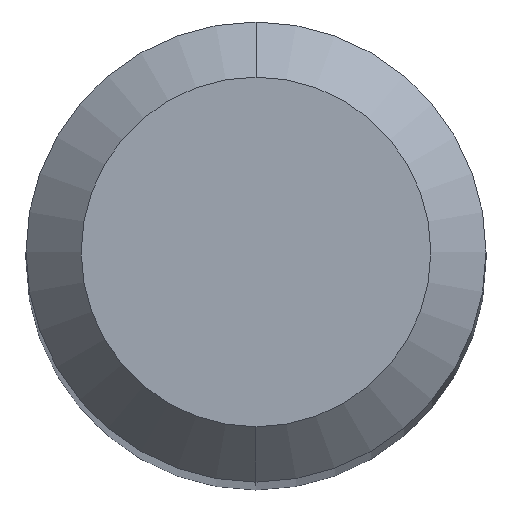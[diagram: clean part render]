
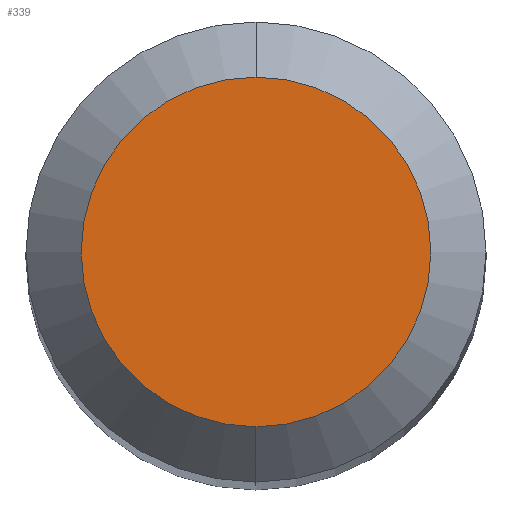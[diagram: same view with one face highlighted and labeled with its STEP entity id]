
A CAD part, top view. The second image highlights one B-rep face of the part: STEP entity #339.
In plain terms, the highlighted planar face has unit normal (0, 0, 1).
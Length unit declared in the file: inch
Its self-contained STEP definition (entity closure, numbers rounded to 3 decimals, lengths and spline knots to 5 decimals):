
#22 = DIRECTION ( 'NONE',  ( 0., 1., 0. ) ) ;
#30 = PLANE ( 'NONE',  #254 ) ;
#33 = DIRECTION ( 'NONE',  ( 0., 0., 1. ) ) ;
#63 = DIRECTION ( 'NONE',  ( 0., 0., -1. ) ) ;
#79 = DIRECTION ( 'NONE',  ( 0., -1., 0. ) ) ;
#82 = VERTEX_POINT ( 'NONE', #486 ) ;
#117 = CARTESIAN_POINT ( 'NONE',  ( 0., 0., 0. ) ) ;
#125 = ORIENTED_EDGE ( 'NONE', *, *, #347, .T. ) ;
#151 = AXIS2_PLACEMENT_3D ( 'NONE', #117, #194, #152 ) ;
#152 = DIRECTION ( 'NONE',  ( 0., -1., 0. ) ) ;
#165 = CIRCLE ( 'NONE', #362, 0.0475 ) ;
#189 = CARTESIAN_POINT ( 'NONE',  ( 0., 0.0475, 0. ) ) ;
#190 = CARTESIAN_POINT ( 'NONE',  ( 0., 0.0475, 0. ) ) ;
#194 = DIRECTION ( 'NONE',  ( 0., 0., 1. ) ) ;
#254 = AXIS2_PLACEMENT_3D ( 'NONE', #189, #63, #22 ) ;
#268 = FACE_OUTER_BOUND ( 'NONE', #451, .T. ) ;
#331 = CARTESIAN_POINT ( 'NONE',  ( 0., 0., 0. ) ) ;
#339 = ADVANCED_FACE ( 'NONE', ( #268 ), #30, .F. ) ;
#347 = EDGE_CURVE ( 'NONE', #457, #82, #165, .T. ) ;
#355 = CIRCLE ( 'NONE', #151, 0.0475 ) ;
#362 = AXIS2_PLACEMENT_3D ( 'NONE', #331, #33, #79 ) ;
#436 = EDGE_CURVE ( 'NONE', #82, #457, #355, .T. ) ;
#451 = EDGE_LOOP ( 'NONE', ( #125, #492 ) ) ;
#457 = VERTEX_POINT ( 'NONE', #190 ) ;
#486 = CARTESIAN_POINT ( 'NONE',  ( 0., -0.0475, 0. ) ) ;
#492 = ORIENTED_EDGE ( 'NONE', *, *, #436, .T. ) ;
